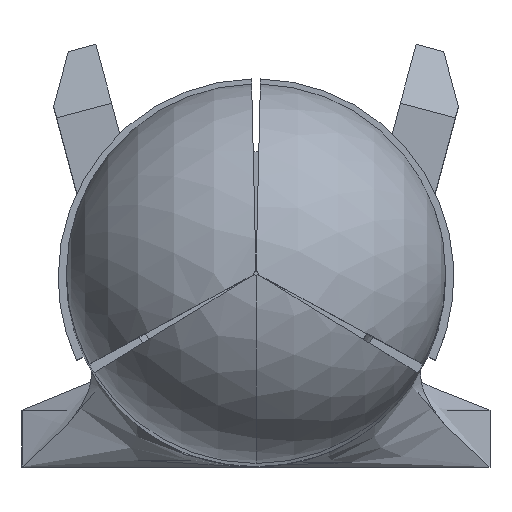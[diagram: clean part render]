
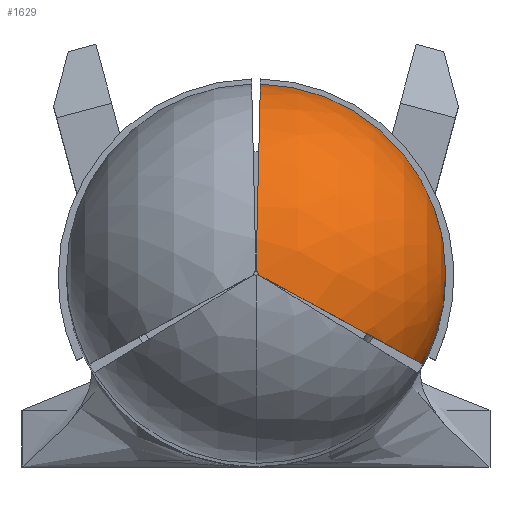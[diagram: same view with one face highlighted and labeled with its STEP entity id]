
A CAD part, top view. The second image highlights one B-rep face of the part: STEP entity #1629.
In plain terms, the highlighted spherical face has radius 2.369 mm.
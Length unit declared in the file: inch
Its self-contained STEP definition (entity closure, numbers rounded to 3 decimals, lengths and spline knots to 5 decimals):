
#290 = VERTEX_POINT ( 'NONE', #3283 ) ;
#314 = VERTEX_POINT ( 'NONE', #4293 ) ;
#564 = CIRCLE ( 'NONE', #1929, 0.09325 ) ;
#566 = EDGE_CURVE ( 'NONE', #2769, #789, #581, .T. ) ;
#581 = CIRCLE ( 'NONE', #6189, 0.09325 ) ;
#603 = ORIENTED_EDGE ( 'NONE', *, *, #1675, .T. ) ;
#763 = CARTESIAN_POINT ( 'NONE',  ( 0.00214, 0.09323, 0.96175 ) ) ;
#789 = VERTEX_POINT ( 'NONE', #4696 ) ;
#1027 = VERTEX_POINT ( 'NONE', #2313 ) ;
#1194 = AXIS2_PLACEMENT_3D ( 'NONE', #6113, #3101, #6644 ) ;
#1309 = ORIENTED_EDGE ( 'NONE', *, *, #5679, .T. ) ;
#1347 = CIRCLE ( 'NONE', #6292, 0.09325 ) ;
#1586 = AXIS2_PLACEMENT_3D ( 'NONE', #4566, #4108, #4612 ) ;
#1629 = ADVANCED_FACE ( 'NONE', ( #4858 ), #6214, .T. ) ;
#1675 = EDGE_CURVE ( 'NONE', #314, #3694, #564, .T. ) ;
#1929 = AXIS2_PLACEMENT_3D ( 'NONE', #5526, #2493, #6038 ) ;
#2094 = AXIS2_PLACEMENT_3D ( 'NONE', #2887, #6417, #3385 ) ;
#2161 = EDGE_LOOP ( 'NONE', ( #5777, #603, #2174, #6420, #1309, #4397 ) ) ;
#2174 = ORIENTED_EDGE ( 'NONE', *, *, #2767, .T. ) ;
#2313 = CARTESIAN_POINT ( 'NONE',  ( 0.00002, 0.001, 1.05499 ) ) ;
#2419 = EDGE_CURVE ( 'NONE', #1027, #290, #5092, .T. ) ;
#2491 = DIRECTION ( 'NONE',  ( 0.477, 0.879, 0. ) ) ;
#2493 = DIRECTION ( 'NONE',  ( 0., 0., 1. ) ) ;
#2633 = CARTESIAN_POINT ( 'NONE',  ( 0., 0., 1.05499 ) ) ;
#2638 = CIRCLE ( 'NONE', #6510, 0.001 ) ;
#2767 = EDGE_CURVE ( 'NONE', #3694, #1027, #3807, .T. ) ;
#2769 = VERTEX_POINT ( 'NONE', #5393 ) ;
#2772 = DIRECTION ( 'NONE',  ( 0., 0., 1. ) ) ;
#2887 = CARTESIAN_POINT ( 'NONE',  ( 0., 0., 0.96175 ) ) ;
#3101 = DIRECTION ( 'NONE',  ( 0., 0., -1. ) ) ;
#3161 = DIRECTION ( 'NONE',  ( -1., 0., 0. ) ) ;
#3283 = CARTESIAN_POINT ( 'NONE',  ( 0.001, 0., 1.05499 ) ) ;
#3385 = DIRECTION ( 'NONE',  ( -0.023, -1., 0. ) ) ;
#3694 = VERTEX_POINT ( 'NONE', #763 ) ;
#3807 = CIRCLE ( 'NONE', #2094, 0.09325 ) ;
#4108 = DIRECTION ( 'NONE',  ( -1., 0., 0. ) ) ;
#4293 = CARTESIAN_POINT ( 'NONE',  ( 0.09325, 0., 0.96175 ) ) ;
#4397 = ORIENTED_EDGE ( 'NONE', *, *, #566, .T. ) ;
#4566 = CARTESIAN_POINT ( 'NONE',  ( 0., 0., 0.96175 ) ) ;
#4612 = DIRECTION ( 'NONE',  ( 0., 1., 0. ) ) ;
#4696 = CARTESIAN_POINT ( 'NONE',  ( 0.08198, -0.04444, 0.96175 ) ) ;
#4858 = FACE_OUTER_BOUND ( 'NONE', #2161, .T. ) ;
#5092 = CIRCLE ( 'NONE', #1194, 0.001 ) ;
#5367 = EDGE_CURVE ( 'NONE', #789, #314, #1347, .T. ) ;
#5393 = CARTESIAN_POINT ( 'NONE',  ( 0.00088, -0.00048, 1.05499 ) ) ;
#5521 = CARTESIAN_POINT ( 'NONE',  ( 0., 0., 0.96175 ) ) ;
#5526 = CARTESIAN_POINT ( 'NONE',  ( 0., 0., 0.96175 ) ) ;
#5679 = EDGE_CURVE ( 'NONE', #290, #2769, #2638, .T. ) ;
#5777 = ORIENTED_EDGE ( 'NONE', *, *, #5367, .T. ) ;
#5802 = CARTESIAN_POINT ( 'NONE',  ( 0., 0., 0.96175 ) ) ;
#6033 = DIRECTION ( 'NONE',  ( 0.879, -0.477, 0. ) ) ;
#6038 = DIRECTION ( 'NONE',  ( -1., 0., 0. ) ) ;
#6113 = CARTESIAN_POINT ( 'NONE',  ( 0., 0., 1.05499 ) ) ;
#6178 = DIRECTION ( 'NONE',  ( 0., 0., -1. ) ) ;
#6189 = AXIS2_PLACEMENT_3D ( 'NONE', #5521, #2491, #6033 ) ;
#6214 = SPHERICAL_SURFACE ( 'NONE', #1586, 0.09325 ) ;
#6292 = AXIS2_PLACEMENT_3D ( 'NONE', #5802, #2772, #6314 ) ;
#6314 = DIRECTION ( 'NONE',  ( -1., 0., 0. ) ) ;
#6417 = DIRECTION ( 'NONE',  ( 1., -0.023, 0. ) ) ;
#6420 = ORIENTED_EDGE ( 'NONE', *, *, #2419, .T. ) ;
#6510 = AXIS2_PLACEMENT_3D ( 'NONE', #2633, #6178, #3161 ) ;
#6644 = DIRECTION ( 'NONE',  ( -1., 0., 0. ) ) ;
